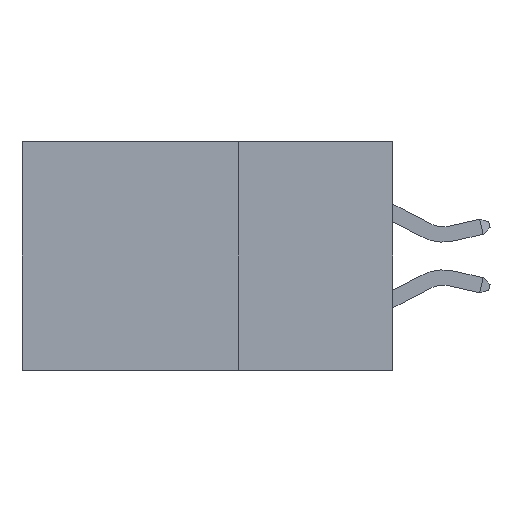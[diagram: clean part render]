
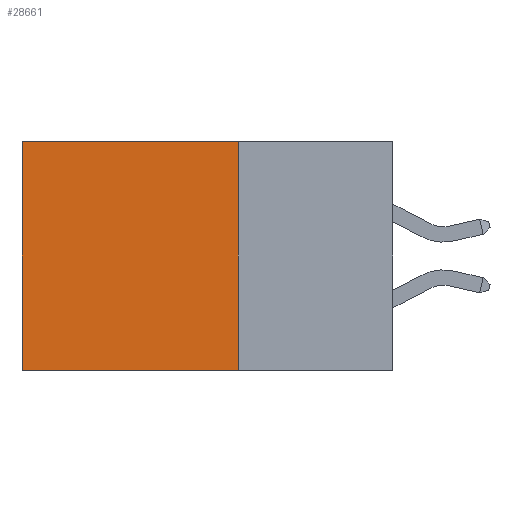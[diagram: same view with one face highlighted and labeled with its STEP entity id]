
A CAD part, left-side view. The second image highlights one B-rep face of the part: STEP entity #28661.
In plain terms, the highlighted planar face has unit normal (-1, 0, 0).
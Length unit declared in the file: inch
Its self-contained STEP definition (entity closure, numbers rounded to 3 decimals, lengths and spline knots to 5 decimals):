
#585 = VECTOR ( 'NONE', #6646, 39.37008 ) ;
#842 = CARTESIAN_POINT ( 'NONE',  ( 0.2875, 0.6, 0. ) ) ;
#1144 = AXIS2_PLACEMENT_3D ( 'NONE', #5331, #16349, #3005 ) ;
#1145 = LINE ( 'NONE', #842, #33243 ) ;
#1765 = DIRECTION ( 'NONE',  ( 0., 0., -1. ) ) ;
#1986 = CARTESIAN_POINT ( 'NONE',  ( 0.2875, 0.25, -0.37 ) ) ;
#2987 = EDGE_CURVE ( 'NONE', #9883, #2998, #7271, .T. ) ;
#2998 = VERTEX_POINT ( 'NONE', #31276 ) ;
#3005 = DIRECTION ( 'NONE',  ( 0., 0., -1. ) ) ;
#4235 = CARTESIAN_POINT ( 'NONE',  ( 0.2875, 0.25, -0.37 ) ) ;
#4769 = EDGE_CURVE ( 'NONE', #25617, #9883, #14715, .T. ) ;
#5331 = CARTESIAN_POINT ( 'NONE',  ( 0.2875, 0.25, 0. ) ) ;
#6342 = DIRECTION ( 'NONE',  ( 0., 0., -1. ) ) ;
#6646 = DIRECTION ( 'NONE',  ( 0., 1., 0. ) ) ;
#6751 = CARTESIAN_POINT ( 'NONE',  ( 0.2875, 0.25, 0. ) ) ;
#7271 = LINE ( 'NONE', #4235, #21501 ) ;
#7550 = ORIENTED_EDGE ( 'NONE', *, *, #16727, .T. ) ;
#8442 = ORIENTED_EDGE ( 'NONE', *, *, #2987, .F. ) ;
#8917 = ORIENTED_EDGE ( 'NONE', *, *, #4769, .F. ) ;
#9618 = DIRECTION ( 'NONE',  ( 0., 1., 0. ) ) ;
#9883 = VERTEX_POINT ( 'NONE', #1986 ) ;
#10562 = EDGE_LOOP ( 'NONE', ( #18211, #8442, #8917, #7550 ) ) ;
#10605 = LINE ( 'NONE', #6751, #585 ) ;
#12552 = CARTESIAN_POINT ( 'NONE',  ( 0.2875, 0.6, 0. ) ) ;
#12641 = VECTOR ( 'NONE', #6342, 39.37008 ) ;
#14715 = LINE ( 'NONE', #24791, #12641 ) ;
#16349 = DIRECTION ( 'NONE',  ( 1., 0., 0. ) ) ;
#16727 = EDGE_CURVE ( 'NONE', #25617, #18890, #10605, .T. ) ;
#18211 = ORIENTED_EDGE ( 'NONE', *, *, #30983, .T. ) ;
#18890 = VERTEX_POINT ( 'NONE', #12552 ) ;
#21501 = VECTOR ( 'NONE', #9618, 39.37008 ) ;
#24791 = CARTESIAN_POINT ( 'NONE',  ( 0.2875, 0.25, 0. ) ) ;
#25617 = VERTEX_POINT ( 'NONE', #28391 ) ;
#26788 = PLANE ( 'NONE',  #1144 ) ;
#28391 = CARTESIAN_POINT ( 'NONE',  ( 0.2875, 0.25, 0. ) ) ;
#28661 = ADVANCED_FACE ( 'NONE', ( #28870 ), #26788, .F. ) ;
#28870 = FACE_OUTER_BOUND ( 'NONE', #10562, .T. ) ;
#30983 = EDGE_CURVE ( 'NONE', #18890, #2998, #1145, .T. ) ;
#31276 = CARTESIAN_POINT ( 'NONE',  ( 0.2875, 0.6, -0.37 ) ) ;
#33243 = VECTOR ( 'NONE', #1765, 39.37008 ) ;
